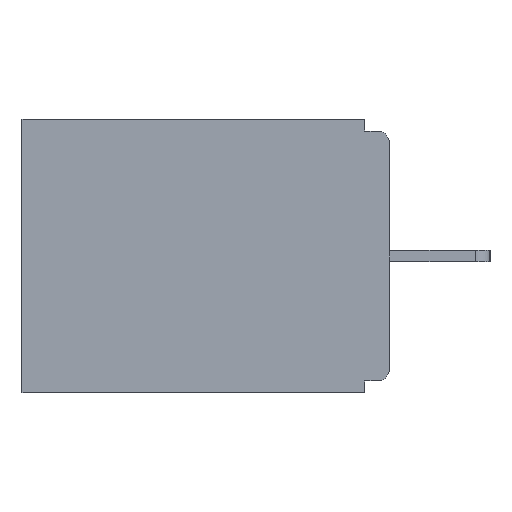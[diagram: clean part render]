
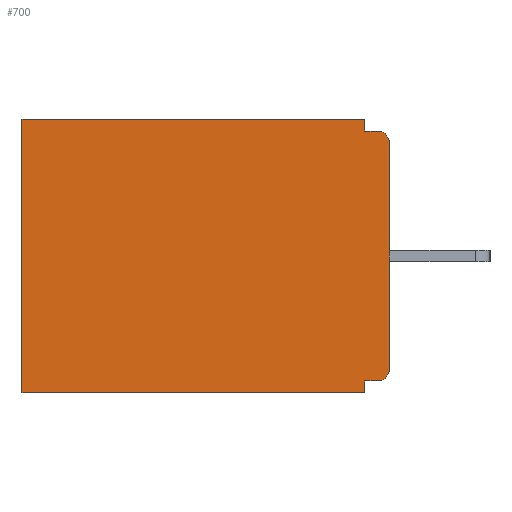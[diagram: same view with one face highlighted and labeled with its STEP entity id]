
A CAD part, left-side view. The second image highlights one B-rep face of the part: STEP entity #700.
In plain terms, the highlighted planar face has unit normal (-1, 0, 0).
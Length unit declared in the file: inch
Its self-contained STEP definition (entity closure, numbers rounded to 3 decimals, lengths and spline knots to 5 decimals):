
#139 = CARTESIAN_POINT ( 'NONE',  ( 0.298, 0.015, -0.015 ) ) ;
#529 = LINE ( 'NONE', #7298, #7205 ) ;
#555 = VECTOR ( 'NONE', #1761, 39.37008 ) ;
#577 = CARTESIAN_POINT ( 'NONE',  ( 0.298, 0.015, -0.03 ) ) ;
#700 = ADVANCED_FACE ( 'NONE', ( #1756 ), #7410, .F. ) ;
#702 = DIRECTION ( 'NONE',  ( 0., -1., 0. ) ) ;
#901 = CARTESIAN_POINT ( 'NONE',  ( 0.298, 0., 0. ) ) ;
#1061 = CIRCLE ( 'NONE', #11593, 0.015 ) ;
#1066 = DIRECTION ( 'NONE',  ( -1., 0., 0. ) ) ;
#1721 = VERTEX_POINT ( 'NONE', #139 ) ;
#1756 = FACE_OUTER_BOUND ( 'NONE', #9228, .T. ) ;
#1761 = DIRECTION ( 'NONE',  ( 0., 0., -1. ) ) ;
#2238 = EDGE_CURVE ( 'NONE', #2586, #4595, #3205, .T. ) ;
#2456 = VECTOR ( 'NONE', #4919, 39.37008 ) ;
#2495 = VECTOR ( 'NONE', #2530, 39.37008 ) ;
#2530 = DIRECTION ( 'NONE',  ( 0., 0., -1. ) ) ;
#2586 = VERTEX_POINT ( 'NONE', #2587 ) ;
#2587 = CARTESIAN_POINT ( 'NONE',  ( 0.298, 0.031, -0.328 ) ) ;
#2696 = DIRECTION ( 'NONE',  ( 0., 1., 0. ) ) ;
#2765 = EDGE_CURVE ( 'NONE', #7735, #2586, #4944, .T. ) ;
#2801 = LINE ( 'NONE', #9372, #555 ) ;
#2889 = ORIENTED_EDGE ( 'NONE', *, *, #3680, .T. ) ;
#2935 = ORIENTED_EDGE ( 'NONE', *, *, #6430, .T. ) ;
#3205 = LINE ( 'NONE', #12340, #9013 ) ;
#3663 = VECTOR ( 'NONE', #6556, 39.37008 ) ;
#3680 = EDGE_CURVE ( 'NONE', #8196, #9690, #10657, .T. ) ;
#3976 = CARTESIAN_POINT ( 'NONE',  ( 0.298, 0., -0.328 ) ) ;
#4179 = ORIENTED_EDGE ( 'NONE', *, *, #7819, .F. ) ;
#4332 = DIRECTION ( 'NONE',  ( 0., 0., -1. ) ) ;
#4473 = AXIS2_PLACEMENT_3D ( 'NONE', #5555, #8475, #4652 ) ;
#4561 = VECTOR ( 'NONE', #4934, 39.37008 ) ;
#4595 = VERTEX_POINT ( 'NONE', #10045 ) ;
#4652 = DIRECTION ( 'NONE',  ( 0., 0., -1. ) ) ;
#4919 = DIRECTION ( 'NONE',  ( 0., 1., 0. ) ) ;
#4934 = DIRECTION ( 'NONE',  ( 0., 1., 0. ) ) ;
#4944 = LINE ( 'NONE', #3976, #2456 ) ;
#5129 = AXIS2_PLACEMENT_3D ( 'NONE', #10603, #1066, #7770 ) ;
#5555 = CARTESIAN_POINT ( 'NONE',  ( 0.298, 0., 0. ) ) ;
#5735 = VERTEX_POINT ( 'NONE', #8901 ) ;
#6430 = EDGE_CURVE ( 'NONE', #5735, #1721, #1061, .T. ) ;
#6556 = DIRECTION ( 'NONE',  ( 0., 0., -1. ) ) ;
#6747 = ORIENTED_EDGE ( 'NONE', *, *, #7460, .T. ) ;
#6926 = LINE ( 'NONE', #12003, #2495 ) ;
#7095 = DIRECTION ( 'NONE',  ( -1., 0., 0. ) ) ;
#7170 = VERTEX_POINT ( 'NONE', #7713 ) ;
#7205 = VECTOR ( 'NONE', #702, 39.37008 ) ;
#7257 = EDGE_CURVE ( 'NONE', #4595, #7170, #7855, .T. ) ;
#7298 = CARTESIAN_POINT ( 'NONE',  ( 0.298, 0., -0.015 ) ) ;
#7410 = PLANE ( 'NONE',  #4473 ) ;
#7460 = EDGE_CURVE ( 'NONE', #9690, #7170, #2801, .T. ) ;
#7582 = DIRECTION ( 'NONE',  ( 0., 0., -1. ) ) ;
#7713 = CARTESIAN_POINT ( 'NONE',  ( 0.298, 0.46, -0.343 ) ) ;
#7735 = VERTEX_POINT ( 'NONE', #9105 ) ;
#7770 = DIRECTION ( 'NONE',  ( 0., 0., -1. ) ) ;
#7819 = EDGE_CURVE ( 'NONE', #5735, #9249, #11282, .T. ) ;
#7837 = CARTESIAN_POINT ( 'NONE',  ( 0.298, 0.031, -0.015 ) ) ;
#7855 = LINE ( 'NONE', #7881, #4561 ) ;
#7881 = CARTESIAN_POINT ( 'NONE',  ( 0.298, 0., -0.343 ) ) ;
#8008 = ORIENTED_EDGE ( 'NONE', *, *, #2765, .F. ) ;
#8030 = EDGE_CURVE ( 'NONE', #8196, #11871, #6926, .T. ) ;
#8196 = VERTEX_POINT ( 'NONE', #10343 ) ;
#8360 = CARTESIAN_POINT ( 'NONE',  ( 0.298, 0., 0. ) ) ;
#8475 = DIRECTION ( 'NONE',  ( 1., 0., 0. ) ) ;
#8576 = CARTESIAN_POINT ( 'NONE',  ( 0.298, 0.46, 0. ) ) ;
#8723 = VECTOR ( 'NONE', #2696, 39.37008 ) ;
#8901 = CARTESIAN_POINT ( 'NONE',  ( 0.298, 0., -0.03 ) ) ;
#9013 = VECTOR ( 'NONE', #7582, 39.37008 ) ;
#9105 = CARTESIAN_POINT ( 'NONE',  ( 0.298, 0.015, -0.328 ) ) ;
#9228 = EDGE_LOOP ( 'NONE', ( #2935, #9496, #10432, #2889, #6747, #11350, #10501, #8008, #11231, #4179 ) ) ;
#9249 = VERTEX_POINT ( 'NONE', #10004 ) ;
#9372 = CARTESIAN_POINT ( 'NONE',  ( 0.298, 0.46, 0. ) ) ;
#9496 = ORIENTED_EDGE ( 'NONE', *, *, #12034, .F. ) ;
#9690 = VERTEX_POINT ( 'NONE', #8576 ) ;
#10004 = CARTESIAN_POINT ( 'NONE',  ( 0.298, 0., -0.313 ) ) ;
#10034 = CIRCLE ( 'NONE', #5129, 0.015 ) ;
#10045 = CARTESIAN_POINT ( 'NONE',  ( 0.298, 0.031, -0.343 ) ) ;
#10343 = CARTESIAN_POINT ( 'NONE',  ( 0.298, 0.031, 0. ) ) ;
#10432 = ORIENTED_EDGE ( 'NONE', *, *, #8030, .F. ) ;
#10501 = ORIENTED_EDGE ( 'NONE', *, *, #2238, .F. ) ;
#10603 = CARTESIAN_POINT ( 'NONE',  ( 0.298, 0.015, -0.313 ) ) ;
#10657 = LINE ( 'NONE', #8360, #8723 ) ;
#11231 = ORIENTED_EDGE ( 'NONE', *, *, #12167, .T. ) ;
#11282 = LINE ( 'NONE', #901, #3663 ) ;
#11350 = ORIENTED_EDGE ( 'NONE', *, *, #7257, .F. ) ;
#11593 = AXIS2_PLACEMENT_3D ( 'NONE', #577, #7095, #4332 ) ;
#11871 = VERTEX_POINT ( 'NONE', #7837 ) ;
#12003 = CARTESIAN_POINT ( 'NONE',  ( 0.298, 0.031, -0.343 ) ) ;
#12034 = EDGE_CURVE ( 'NONE', #11871, #1721, #529, .T. ) ;
#12167 = EDGE_CURVE ( 'NONE', #7735, #9249, #10034, .T. ) ;
#12340 = CARTESIAN_POINT ( 'NONE',  ( 0.298, 0.031, -0.343 ) ) ;
